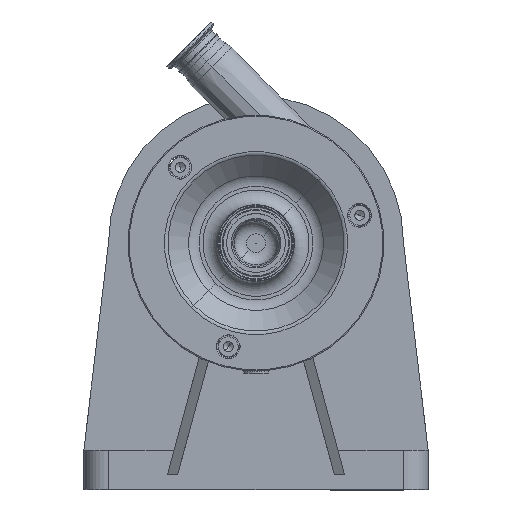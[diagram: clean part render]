
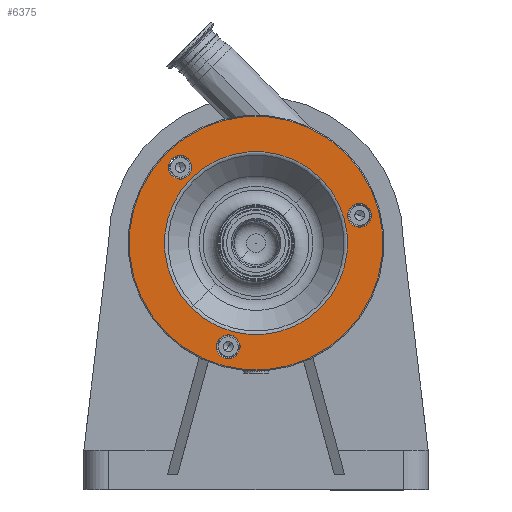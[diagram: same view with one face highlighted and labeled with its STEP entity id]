
A CAD part, top view. The second image highlights one B-rep face of the part: STEP entity #6375.
In plain terms, the highlighted planar face has unit normal (0, 0, 1).
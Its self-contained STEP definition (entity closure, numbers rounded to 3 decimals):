
#96 = FACE_BOUND ( 'NONE', #17011, .T. ) ;
#259 = CARTESIAN_POINT ( 'NONE',  ( -28.211, 144.714, 93.5 ) ) ;
#311 = DIRECTION ( 'NONE',  ( -0.707, -0.707, 0. ) ) ;
#470 = CIRCLE ( 'NONE', #14824, 129. ) ;
#532 = DIRECTION ( 'NONE',  ( -0.707, -0.707, 0. ) ) ;
#824 = VERTEX_POINT ( 'NONE', #12057 ) ;
#864 = CARTESIAN_POINT ( 'NONE',  ( 0., 250., 93.5 ) ) ;
#887 = VERTEX_POINT ( 'NONE', #6126 ) ;
#1251 = ORIENTED_EDGE ( 'NONE', *, *, #3353, .T. ) ;
#1270 = DIRECTION ( 'NONE',  ( 0., 0., -1. ) ) ;
#1437 = FACE_BOUND ( 'NONE', #10511, .T. ) ;
#1534 = FACE_BOUND ( 'NONE', #16050, .T. ) ;
#1609 = CARTESIAN_POINT ( 'NONE',  ( -65.811, 184.189, 93.5 ) ) ;
#1681 = ORIENTED_EDGE ( 'NONE', *, *, #6752, .F. ) ;
#1727 = FACE_OUTER_BOUND ( 'NONE', #11139, .T. ) ;
#1743 = DIRECTION ( 'NONE',  ( 0., 0., -1. ) ) ;
#1745 = CARTESIAN_POINT ( 'NONE',  ( -77.075, 327.075, 93.5 ) ) ;
#1947 = DIRECTION ( 'NONE',  ( 0., 0., -1. ) ) ;
#2610 = AXIS2_PLACEMENT_3D ( 'NONE', #259, #1947, #532 ) ;
#2623 = EDGE_CURVE ( 'NONE', #18257, #3621, #17887, .T. ) ;
#2676 = ORIENTED_EDGE ( 'NONE', *, *, #16223, .F. ) ;
#2927 = AXIS2_PLACEMENT_3D ( 'NONE', #864, #4085, #12866 ) ;
#3073 = FACE_BOUND ( 'NONE', #8950, .T. ) ;
#3182 = CARTESIAN_POINT ( 'NONE',  ( 113.771, 286.697, 93.5 ) ) ;
#3293 = CIRCLE ( 'NONE', #5116, 12. ) ;
#3353 = EDGE_CURVE ( 'NONE', #3621, #18257, #16323, .T. ) ;
#3570 = VERTEX_POINT ( 'NONE', #12930 ) ;
#3621 = VERTEX_POINT ( 'NONE', #7195 ) ;
#4085 = DIRECTION ( 'NONE',  ( 0., 0., -1. ) ) ;
#4087 = CARTESIAN_POINT ( 'NONE',  ( -28.211, 144.714, 93.5 ) ) ;
#4125 = AXIS2_PLACEMENT_3D ( 'NONE', #14838, #1743, #311 ) ;
#4682 = DIRECTION ( 'NONE',  ( -0.707, -0.707, 0. ) ) ;
#4952 = DIRECTION ( 'NONE',  ( 0., 0., -1. ) ) ;
#5116 = AXIS2_PLACEMENT_3D ( 'NONE', #4087, #9803, #15631 ) ;
#5637 = AXIS2_PLACEMENT_3D ( 'NONE', #11581, #1270, #12653 ) ;
#5814 = CARTESIAN_POINT ( 'NONE',  ( 0., 250., 93.5 ) ) ;
#5851 = EDGE_CURVE ( 'NONE', #16820, #5983, #13862, .T. ) ;
#5963 = EDGE_CURVE ( 'NONE', #3570, #824, #7760, .T. ) ;
#5983 = VERTEX_POINT ( 'NONE', #3182 ) ;
#6126 = CARTESIAN_POINT ( 'NONE',  ( 91.217, 341.217, 93.5 ) ) ;
#6341 = AXIS2_PLACEMENT_3D ( 'NONE', #11174, #16995, #14414 ) ;
#6375 = ADVANCED_FACE ( 'NONE', ( #1437, #1534, #3073, #1727, #96 ), #7551, .F. ) ;
#6530 = AXIS2_PLACEMENT_3D ( 'NONE', #10221, #13369, #11749 ) ;
#6555 = EDGE_CURVE ( 'NONE', #824, #3570, #11461, .T. ) ;
#6752 = EDGE_CURVE ( 'NONE', #887, #18335, #470, .T. ) ;
#7195 = CARTESIAN_POINT ( 'NONE',  ( 65.811, 315.811, 93.5 ) ) ;
#7199 = CIRCLE ( 'NONE', #2610, 12. ) ;
#7204 = EDGE_CURVE ( 'NONE', #17355, #18405, #7199, .T. ) ;
#7403 = ORIENTED_EDGE ( 'NONE', *, *, #5851, .T. ) ;
#7551 = PLANE ( 'NONE',  #6530 ) ;
#7720 = DIRECTION ( 'NONE',  ( -0.707, -0.707, 0. ) ) ;
#7760 = CIRCLE ( 'NONE', #4125, 12. ) ;
#7873 = AXIS2_PLACEMENT_3D ( 'NONE', #18045, #4952, #4682 ) ;
#8101 = AXIS2_PLACEMENT_3D ( 'NONE', #1745, #13398, #12158 ) ;
#8482 = EDGE_CURVE ( 'NONE', #18405, #17355, #3293, .T. ) ;
#8950 = EDGE_LOOP ( 'NONE', ( #16535, #11292 ) ) ;
#9011 = EDGE_CURVE ( 'NONE', #5983, #16820, #17947, .T. ) ;
#9249 = CARTESIAN_POINT ( 'NONE',  ( 0., 250., 93.5 ) ) ;
#9706 = CARTESIAN_POINT ( 'NONE',  ( -91.217, 158.783, 93.5 ) ) ;
#9803 = DIRECTION ( 'NONE',  ( 0., 0., -1. ) ) ;
#9984 = ORIENTED_EDGE ( 'NONE', *, *, #2623, .T. ) ;
#10202 = DIRECTION ( 'NONE',  ( 0., 0., -1. ) ) ;
#10221 = CARTESIAN_POINT ( 'NONE',  ( -91.217, 341.217, 93.5 ) ) ;
#10511 = EDGE_LOOP ( 'NONE', ( #14377, #7403 ) ) ;
#11139 = EDGE_LOOP ( 'NONE', ( #2676, #1681 ) ) ;
#11174 = CARTESIAN_POINT ( 'NONE',  ( 0., 250., 93.5 ) ) ;
#11292 = ORIENTED_EDGE ( 'NONE', *, *, #5963, .T. ) ;
#11461 = CIRCLE ( 'NONE', #8101, 12. ) ;
#11581 = CARTESIAN_POINT ( 'NONE',  ( 105.286, 278.211, 93.5 ) ) ;
#11749 = DIRECTION ( 'NONE',  ( -0.707, -0.707, 0. ) ) ;
#12057 = CARTESIAN_POINT ( 'NONE',  ( -68.589, 335.56, 93.5 ) ) ;
#12158 = DIRECTION ( 'NONE',  ( -0.707, -0.707, 0. ) ) ;
#12410 = ORIENTED_EDGE ( 'NONE', *, *, #8482, .T. ) ;
#12653 = DIRECTION ( 'NONE',  ( -0.707, -0.707, 0. ) ) ;
#12866 = DIRECTION ( 'NONE',  ( -0.707, -0.707, 0. ) ) ;
#12930 = CARTESIAN_POINT ( 'NONE',  ( -85.56, 318.589, 93.5 ) ) ;
#13369 = DIRECTION ( 'NONE',  ( 0., 0., -1. ) ) ;
#13398 = DIRECTION ( 'NONE',  ( 0., 0., -1. ) ) ;
#13454 = DIRECTION ( 'NONE',  ( 0., 0., -1. ) ) ;
#13862 = CIRCLE ( 'NONE', #5637, 12. ) ;
#14181 = CARTESIAN_POINT ( 'NONE',  ( 96.801, 269.726, 93.5 ) ) ;
#14377 = ORIENTED_EDGE ( 'NONE', *, *, #9011, .T. ) ;
#14414 = DIRECTION ( 'NONE',  ( -0.707, -0.707, 0. ) ) ;
#14824 = AXIS2_PLACEMENT_3D ( 'NONE', #9249, #13454, #7720 ) ;
#14838 = CARTESIAN_POINT ( 'NONE',  ( -77.075, 327.075, 93.5 ) ) ;
#15235 = ORIENTED_EDGE ( 'NONE', *, *, #7204, .T. ) ;
#15588 = CARTESIAN_POINT ( 'NONE',  ( -36.697, 136.229, 93.5 ) ) ;
#15631 = DIRECTION ( 'NONE',  ( -0.707, -0.707, 0. ) ) ;
#16027 = DIRECTION ( 'NONE',  ( -0.707, -0.707, 0. ) ) ;
#16050 = EDGE_LOOP ( 'NONE', ( #12410, #15235 ) ) ;
#16223 = EDGE_CURVE ( 'NONE', #18335, #887, #18564, .T. ) ;
#16323 = CIRCLE ( 'NONE', #17820, 93.071 ) ;
#16535 = ORIENTED_EDGE ( 'NONE', *, *, #6555, .T. ) ;
#16820 = VERTEX_POINT ( 'NONE', #14181 ) ;
#16995 = DIRECTION ( 'NONE',  ( 0., 0., -1. ) ) ;
#17011 = EDGE_LOOP ( 'NONE', ( #9984, #1251 ) ) ;
#17063 = CARTESIAN_POINT ( 'NONE',  ( -19.726, 153.199, 93.5 ) ) ;
#17355 = VERTEX_POINT ( 'NONE', #15588 ) ;
#17820 = AXIS2_PLACEMENT_3D ( 'NONE', #5814, #10202, #16027 ) ;
#17887 = CIRCLE ( 'NONE', #2927, 93.071 ) ;
#17947 = CIRCLE ( 'NONE', #7873, 12. ) ;
#18045 = CARTESIAN_POINT ( 'NONE',  ( 105.286, 278.211, 93.5 ) ) ;
#18257 = VERTEX_POINT ( 'NONE', #1609 ) ;
#18335 = VERTEX_POINT ( 'NONE', #9706 ) ;
#18405 = VERTEX_POINT ( 'NONE', #17063 ) ;
#18564 = CIRCLE ( 'NONE', #6341, 129. ) ;
